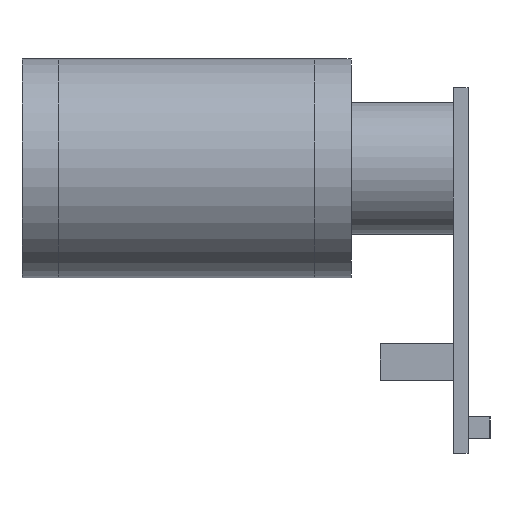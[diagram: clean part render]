
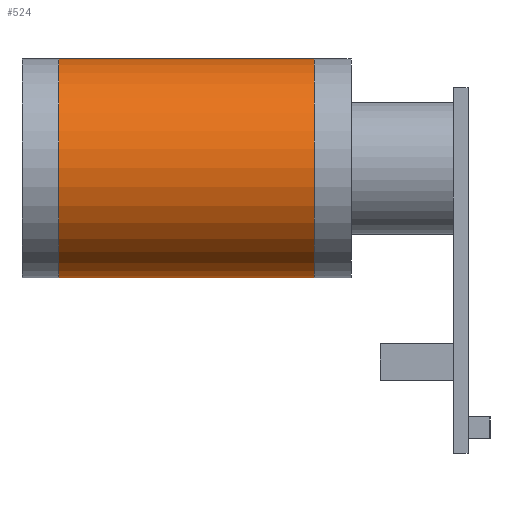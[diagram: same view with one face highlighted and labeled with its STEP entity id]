
A CAD part, left-side view. The second image highlights one B-rep face of the part: STEP entity #524.
In plain terms, the highlighted cylindrical face has radius 15 mm (diameter 30 mm), a full revolution.
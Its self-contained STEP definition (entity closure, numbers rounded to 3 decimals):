
#110=CYLINDRICAL_SURFACE('',#620,15.);
#120=CIRCLE('',#621,15.);
#121=CIRCLE('',#622,15.);
#154=FACE_OUTER_BOUND('',#188,.T.);
#188=EDGE_LOOP('',(#464,#465,#466,#467));
#236=LINE('',#942,#278);
#278=VECTOR('',#773,15.);
#312=VERTEX_POINT('',#939);
#313=VERTEX_POINT('',#941);
#364=EDGE_CURVE('',#312,#312,#120,.T.);
#365=EDGE_CURVE('',#312,#313,#236,.T.);
#366=EDGE_CURVE('',#313,#313,#121,.T.);
#464=ORIENTED_EDGE('',*,*,#364,.F.);
#465=ORIENTED_EDGE('',*,*,#365,.T.);
#466=ORIENTED_EDGE('',*,*,#366,.T.);
#467=ORIENTED_EDGE('',*,*,#365,.F.);
#524=ADVANCED_FACE('',(#154),#110,.T.);
#620=AXIS2_PLACEMENT_3D('',#938,#769,#770);
#621=AXIS2_PLACEMENT_3D('',#940,#771,#772);
#622=AXIS2_PLACEMENT_3D('',#943,#774,#775);
#769=DIRECTION('center_axis',(0.,1.,0.));
#770=DIRECTION('ref_axis',(1.,0.,0.));
#771=DIRECTION('center_axis',(0.,1.,0.));
#772=DIRECTION('ref_axis',(1.,0.,0.));
#773=DIRECTION('',(0.,-1.,0.));
#774=DIRECTION('center_axis',(0.,1.,0.));
#775=DIRECTION('ref_axis',(1.,0.,0.));
#938=CARTESIAN_POINT('Origin',(38.5,61.,64.));
#939=CARTESIAN_POINT('',(23.5,96.,64.));
#940=CARTESIAN_POINT('Origin',(38.5,96.,64.));
#941=CARTESIAN_POINT('',(23.5,61.,64.));
#942=CARTESIAN_POINT('',(23.5,61.,64.));
#943=CARTESIAN_POINT('Origin',(38.5,61.,64.));
